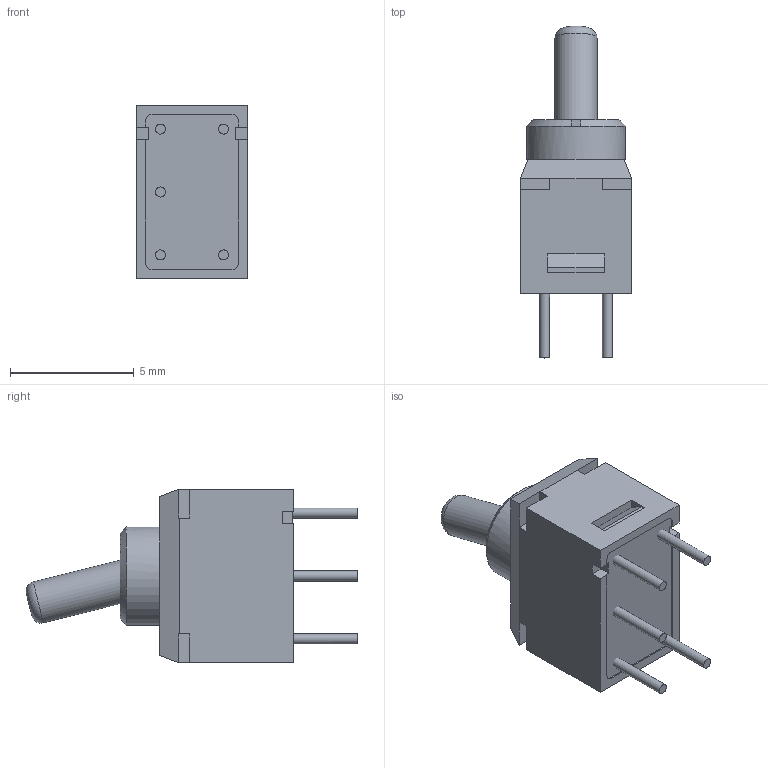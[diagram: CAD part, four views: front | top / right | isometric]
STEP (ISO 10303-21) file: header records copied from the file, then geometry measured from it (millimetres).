
FILE_DESCRIPTION(/* description */ ('G Series - Process Sealed Ultra-Miniature Toggles -body-'),/* implementation_level */ '2;1');
FILE_NAME(/* name */ 'G12AP.iam.step',/* time_stamp */ '2014-01-01T17:43:51-08:00',/* author */ ('Cadenas PARTsolutions'),/* organization */ ('NKKSWITCHES'),/* preprocessor_version */ 'ST-DEVELOPER v15.2',/* originating_system */ 'Autodesk Inventor 2014',/* authorisation */ '');
FILE_SCHEMA (('AUTOMOTIVE_DESIGN { 1 0 10303 214 3 1 1 }'));
Length unit declared in the file: inch
Products named in the file (4): GP-body; G-actuator; G1P-trmnls; G12AP
Bounding box: 4.5 x 13.39 x 7.01 mm (x, y, z)
Volume: 193.1 mm3; surface area: 312.3 mm2
Topology: 3 solids, 3 shells, 95 faces, 240 edges, 154 vertices
Faces by surface type: plane 81, cylinder 12, cone 1, torus 1
Full cylindrical faces by diameter (mm): 0.406 x5, 1.702 x1, 2.235 x1, 3.988 x1
Entity records: 2786 total; most frequent: CARTESIAN_POINT 479, DIRECTION 462, ORIENTED_EDGE 450, EDGE_CURVE 225, LINE 188, VECTOR 188, VERTEX_POINT 148, AXIS2_PLACEMENT_3D 137
